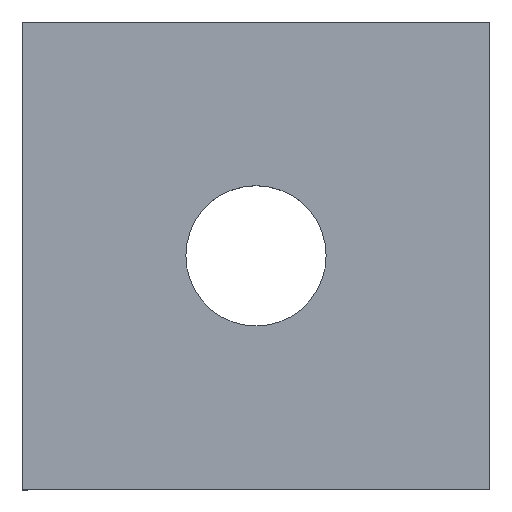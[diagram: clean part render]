
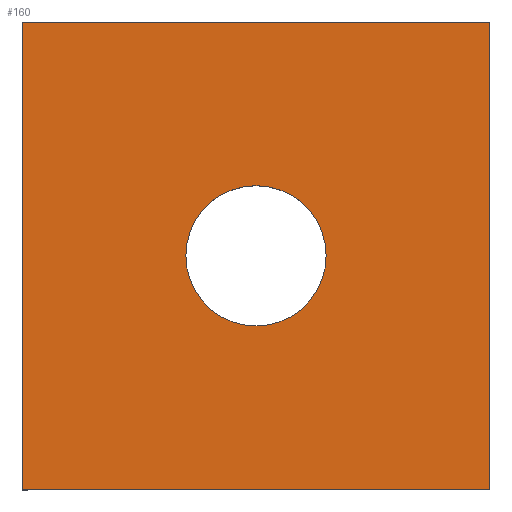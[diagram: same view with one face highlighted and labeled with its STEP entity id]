
A CAD part, top view. The second image highlights one B-rep face of the part: STEP entity #160.
In plain terms, the highlighted planar face has unit normal (0, 0, 1).
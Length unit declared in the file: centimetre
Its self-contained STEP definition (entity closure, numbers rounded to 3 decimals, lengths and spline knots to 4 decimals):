
#39=CIRCLE('',#172,0.15);
#42=VERTEX_POINT('',#210);
#43=VERTEX_POINT('',#212);
#47=VERTEX_POINT('',#224);
#48=VERTEX_POINT('',#228);
#51=VERTEX_POINT('',#240);
#54=VECTOR('',#177,1.);
#59=VECTOR('',#186,1.);
#61=VECTOR('',#189,1.);
#63=VECTOR('',#192,1.);
#66=LINE('',#211,#54);
#71=LINE('',#223,#59);
#73=LINE('',#227,#61);
#75=LINE('',#231,#63);
#78=EDGE_CURVE('',#43,#42,#66,.T.);
#84=EDGE_CURVE('',#47,#43,#71,.T.);
#86=EDGE_CURVE('',#48,#47,#73,.T.);
#88=EDGE_CURVE('',#42,#48,#75,.T.);
#91=EDGE_CURVE('',#51,#51,#39,.T.);
#119=ORIENTED_EDGE('',*,*,#78,.T.);
#120=ORIENTED_EDGE('',*,*,#88,.T.);
#121=ORIENTED_EDGE('',*,*,#86,.T.);
#122=ORIENTED_EDGE('',*,*,#84,.T.);
#123=ORIENTED_EDGE('',*,*,#91,.T.);
#136=EDGE_LOOP('',(#119,#120,#121,#122));
#137=EDGE_LOOP('',(#123));
#150=FACE_BOUND('',#136,.T.);
#151=FACE_BOUND('',#137,.T.);
#160=ADVANCED_FACE('',(#150,#151),#248,.T.);
#172=AXIS2_PLACEMENT_3D('',#239,#202,#203);
#173=AXIS2_PLACEMENT_3D('',#241,#204,$);
#177=DIRECTION('',(0.,1.,0.));
#186=DIRECTION('',(1.,0.,0.));
#189=DIRECTION('',(0.,-1.,0.));
#192=DIRECTION('',(-1.,0.,0.));
#202=DIRECTION('',(0.,0.,-1.));
#203=DIRECTION('',(0.15,0.,0.));
#204=DIRECTION('',(0.,0.,1.));
#210=CARTESIAN_POINT('',(0.5,0.5,0.45));
#211=CARTESIAN_POINT('',(0.5,0.,0.45));
#212=CARTESIAN_POINT('',(0.5,-0.5,0.45));
#223=CARTESIAN_POINT('',(0.,-0.5,0.45));
#224=CARTESIAN_POINT('',(-0.5,-0.5,0.45));
#227=CARTESIAN_POINT('',(-0.5,0.,0.45));
#228=CARTESIAN_POINT('',(-0.5,0.5,0.45));
#231=CARTESIAN_POINT('',(0.,0.5,0.45));
#239=CARTESIAN_POINT('',(0.,0.,0.45));
#240=CARTESIAN_POINT('',(-0.15,0.,0.45));
#241=CARTESIAN_POINT('',(0.,0.,0.45));
#248=PLANE('',#173);
